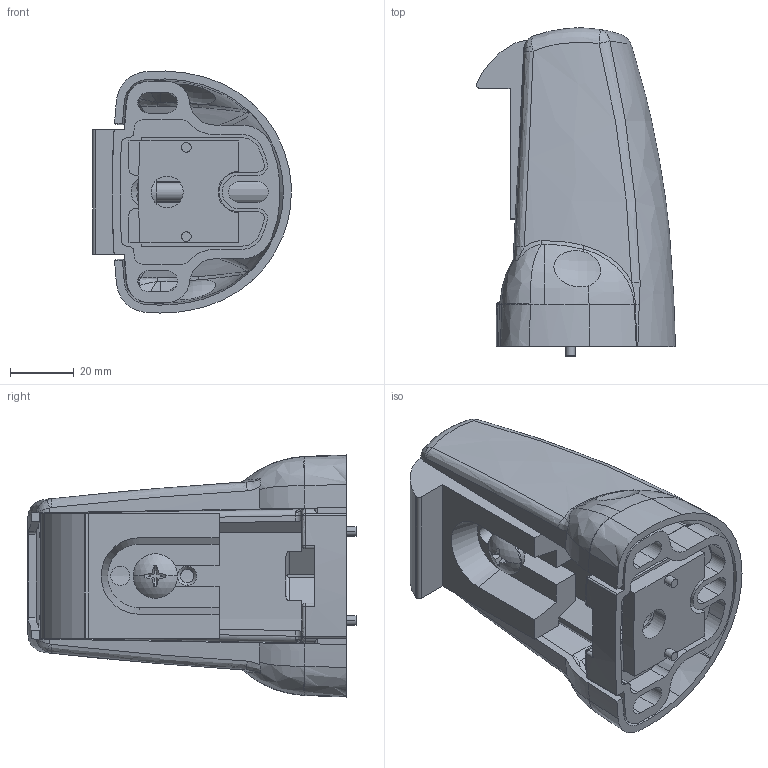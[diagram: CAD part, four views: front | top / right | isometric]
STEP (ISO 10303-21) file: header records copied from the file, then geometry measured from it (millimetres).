
FILE_DESCRIPTION (( 'STEP AP203' ), '1' );
FILE_NAME ('FA-662S-3.STEP', '2016-08-24T06:15:02', ( '' ), ( '' ), 'SwSTEP 2.0', 'SolidWorks 2014', '' );
FILE_SCHEMA (( 'CONFIG_CONTROL_DESIGN' ));
Length unit declared in the file: millimetre
Products named in the file (7): FA-662S-3; FA-662S-3_カバー; FA-662S-2取付ワッシャー_; FA-662S-2アジャストプレート_; FA-662S-2十字穴付トラスねじM6_M6×15; FA-662S-3_本体; FA-662S-2止金_
Assembly tree (6 placements, depth 2):
  FA-662S-3
    FA-662S-3_本体
    FA-662S-3_カバー
    FA-662S-2アジャストプレート_
    FA-662S-2止金_
    FA-662S-2取付ワッシャー_
    FA-662S-2十字穴付トラスねじM6_M6×15
Bounding box: 62.43 x 102.99 x 75.98 mm (x, y, z)
Volume: 128212 mm3; surface area: 63463.9 mm2
Topology: 6 solids, 6 shells, 437 faces, 1143 edges, 713 vertices
Faces by surface type: cylinder 138, bspline 115, plane 112, torus 38, cone 22, sphere 12
Entity records: 24056 total; most frequent: CARTESIAN_POINT 13543, ORIENTED_EDGE 2262, DIRECTION 1788, EDGE_CURVE 1131, VERTEX_POINT 713, AXIS2_PLACEMENT_3D 685, EDGE_LOOP 464, ADVANCED_FACE 437
